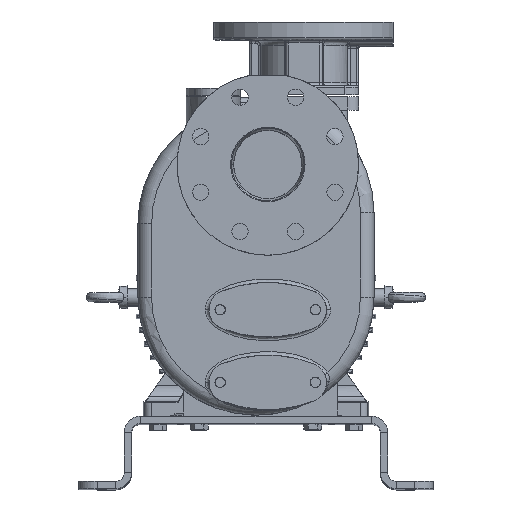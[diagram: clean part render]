
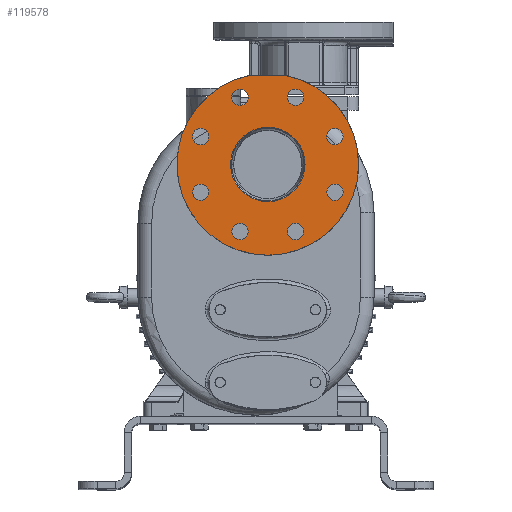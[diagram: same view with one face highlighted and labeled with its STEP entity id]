
A CAD part, top view. The second image highlights one B-rep face of the part: STEP entity #119578.
In plain terms, the highlighted planar face has unit normal (0, 0, 1).
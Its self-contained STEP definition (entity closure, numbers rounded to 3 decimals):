
#43565=DIRECTION('',(1.,0.,0.));
#43566=VECTOR('',#43565,39.799);
#43567=CARTESIAN_POINT('',(-6.9,375.,173.));
#43568=LINE('',#43567,#43566);
#43569=CARTESIAN_POINT('',(13.,277.,173.));
#43570=DIRECTION('',(0.,0.,1.));
#43571=DIRECTION('',(1.,0.,0.));
#43572=AXIS2_PLACEMENT_3D('',#43569,#43570,#43571);
#43574=CARTESIAN_POINT('',(13.,277.,173.));
#43575=DIRECTION('',(0.,0.,1.));
#43576=DIRECTION('',(-1.,0.,0.));
#43577=AXIS2_PLACEMENT_3D('',#43574,#43575,#43576);
#43579=CARTESIAN_POINT('',(86.91,307.615,173.));
#43580=DIRECTION('',(0.,0.,1.));
#43581=DIRECTION('',(1.,0.,0.));
#43582=AXIS2_PLACEMENT_3D('',#43579,#43580,#43581);
#43584=CARTESIAN_POINT('',(86.91,307.615,173.));
#43585=DIRECTION('',(0.,0.,1.));
#43586=DIRECTION('',(-1.,0.,0.));
#43587=AXIS2_PLACEMENT_3D('',#43584,#43585,#43586);
#43589=CARTESIAN_POINT('',(43.615,350.91,173.));
#43590=DIRECTION('',(0.,0.,1.));
#43591=DIRECTION('',(0.707,0.707,0.));
#43592=AXIS2_PLACEMENT_3D('',#43589,#43590,#43591);
#43594=CARTESIAN_POINT('',(43.615,350.91,173.));
#43595=DIRECTION('',(0.,0.,1.));
#43596=DIRECTION('',(-0.707,-0.707,0.));
#43597=AXIS2_PLACEMENT_3D('',#43594,#43595,#43596);
#43599=CARTESIAN_POINT('',(-17.615,350.91,173.));
#43600=DIRECTION('',(0.,0.,1.));
#43601=DIRECTION('',(0.,1.,0.));
#43602=AXIS2_PLACEMENT_3D('',#43599,#43600,#43601);
#43604=CARTESIAN_POINT('',(-17.615,350.91,173.));
#43605=DIRECTION('',(0.,0.,1.));
#43606=DIRECTION('',(0.,-1.,0.));
#43607=AXIS2_PLACEMENT_3D('',#43604,#43605,#43606);
#43609=CARTESIAN_POINT('',(-60.91,307.615,173.));
#43610=DIRECTION('',(0.,0.,1.));
#43611=DIRECTION('',(-0.707,0.707,0.));
#43612=AXIS2_PLACEMENT_3D('',#43609,#43610,#43611);
#43614=CARTESIAN_POINT('',(-60.91,307.615,173.));
#43615=DIRECTION('',(0.,0.,1.));
#43616=DIRECTION('',(0.707,-0.707,0.));
#43617=AXIS2_PLACEMENT_3D('',#43614,#43615,#43616);
#43619=CARTESIAN_POINT('',(-60.91,246.385,173.));
#43620=DIRECTION('',(0.,0.,1.));
#43621=DIRECTION('',(-1.,0.,0.));
#43622=AXIS2_PLACEMENT_3D('',#43619,#43620,#43621);
#43624=CARTESIAN_POINT('',(-60.91,246.385,173.));
#43625=DIRECTION('',(0.,0.,1.));
#43626=DIRECTION('',(1.,0.,0.));
#43627=AXIS2_PLACEMENT_3D('',#43624,#43625,#43626);
#43629=CARTESIAN_POINT('',(-17.615,203.09,173.));
#43630=DIRECTION('',(0.,0.,1.));
#43631=DIRECTION('',(-0.707,-0.707,0.));
#43632=AXIS2_PLACEMENT_3D('',#43629,#43630,#43631);
#43634=CARTESIAN_POINT('',(-17.615,203.09,173.));
#43635=DIRECTION('',(0.,0.,1.));
#43636=DIRECTION('',(0.707,0.707,0.));
#43637=AXIS2_PLACEMENT_3D('',#43634,#43635,#43636);
#43639=CARTESIAN_POINT('',(43.615,203.09,173.));
#43640=DIRECTION('',(0.,0.,1.));
#43641=DIRECTION('',(0.,-1.,0.));
#43642=AXIS2_PLACEMENT_3D('',#43639,#43640,#43641);
#43644=CARTESIAN_POINT('',(43.615,203.09,173.));
#43645=DIRECTION('',(0.,0.,1.));
#43646=DIRECTION('',(0.,1.,0.));
#43647=AXIS2_PLACEMENT_3D('',#43644,#43645,#43646);
#43649=CARTESIAN_POINT('',(86.91,246.385,173.));
#43650=DIRECTION('',(0.,0.,1.));
#43651=DIRECTION('',(0.707,-0.707,0.));
#43652=AXIS2_PLACEMENT_3D('',#43649,#43650,#43651);
#43654=CARTESIAN_POINT('',(86.91,246.385,173.));
#43655=DIRECTION('',(0.,0.,1.));
#43656=DIRECTION('',(-0.707,0.707,0.));
#43657=AXIS2_PLACEMENT_3D('',#43654,#43655,#43656);
#46360=CARTESIAN_POINT('',(13.,277.,173.));
#46361=DIRECTION('',(0.,0.,1.));
#46362=DIRECTION('',(-0.199,0.98,0.));
#46363=AXIS2_PLACEMENT_3D('',#46360,#46361,#46362);
#63852=CARTESIAN_POINT('',(-6.9,375.,173.));
#63853=CARTESIAN_POINT('',(32.9,375.,173.));
#63854=VERTEX_POINT('',#63852);
#63855=VERTEX_POINT('',#63853);
#64183=CARTESIAN_POINT('',(54.,277.,173.));
#64184=CARTESIAN_POINT('',(-28.,277.,173.));
#64185=VERTEX_POINT('',#64183);
#64186=VERTEX_POINT('',#64184);
#64187=CARTESIAN_POINT('',(95.91,307.615,173.));
#64188=CARTESIAN_POINT('',(77.91,307.615,173.));
#64189=VERTEX_POINT('',#64187);
#64190=VERTEX_POINT('',#64188);
#64195=CARTESIAN_POINT('',(49.979,357.274,173.));
#64196=CARTESIAN_POINT('',(37.251,344.546,173.));
#64197=VERTEX_POINT('',#64195);
#64198=VERTEX_POINT('',#64196);
#64203=CARTESIAN_POINT('',(-17.615,359.91,173.));
#64204=CARTESIAN_POINT('',(-17.615,341.91,173.));
#64205=VERTEX_POINT('',#64203);
#64206=VERTEX_POINT('',#64204);
#64211=CARTESIAN_POINT('',(-67.274,313.979,173.));
#64212=CARTESIAN_POINT('',(-54.546,301.251,173.));
#64213=VERTEX_POINT('',#64211);
#64214=VERTEX_POINT('',#64212);
#64219=CARTESIAN_POINT('',(-69.91,246.385,173.));
#64220=CARTESIAN_POINT('',(-51.91,246.385,173.));
#64221=VERTEX_POINT('',#64219);
#64222=VERTEX_POINT('',#64220);
#64227=CARTESIAN_POINT('',(-23.979,196.726,173.));
#64228=CARTESIAN_POINT('',(-11.251,209.454,173.));
#64229=VERTEX_POINT('',#64227);
#64230=VERTEX_POINT('',#64228);
#64235=CARTESIAN_POINT('',(43.615,194.09,173.));
#64236=CARTESIAN_POINT('',(43.615,212.09,173.));
#64237=VERTEX_POINT('',#64235);
#64238=VERTEX_POINT('',#64236);
#64243=CARTESIAN_POINT('',(93.274,240.021,173.));
#64244=CARTESIAN_POINT('',(80.546,252.749,173.));
#64245=VERTEX_POINT('',#64243);
#64246=VERTEX_POINT('',#64244);
#119515=CARTESIAN_POINT('',(13.,277.,173.));
#119516=DIRECTION('',(0.,0.,1.));
#119517=DIRECTION('',(0.,1.,0.));
#119518=AXIS2_PLACEMENT_3D('',#119515,#119516,#119517);
#119519=PLANE('',#119518);
#119521=ORIENTED_EDGE('',*,*,#119520,.T.);
#119523=ORIENTED_EDGE('',*,*,#119522,.F.);
#119524=EDGE_LOOP('',(#119521,#119523));
#119525=FACE_OUTER_BOUND('',#119524,.F.);
#119526=ORIENTED_EDGE('',*,*,#119469,.T.);
#119527=ORIENTED_EDGE('',*,*,#119484,.T.);
#119528=EDGE_LOOP('',(#119526,#119527));
#119529=FACE_BOUND('',#119528,.F.);
#119531=ORIENTED_EDGE('',*,*,#119530,.T.);
#119533=ORIENTED_EDGE('',*,*,#119532,.T.);
#119534=EDGE_LOOP('',(#119531,#119533));
#119535=FACE_BOUND('',#119534,.F.);
#119537=ORIENTED_EDGE('',*,*,#119536,.T.);
#119539=ORIENTED_EDGE('',*,*,#119538,.T.);
#119540=EDGE_LOOP('',(#119537,#119539));
#119541=FACE_BOUND('',#119540,.F.);
#119543=ORIENTED_EDGE('',*,*,#119542,.T.);
#119545=ORIENTED_EDGE('',*,*,#119544,.T.);
#119546=EDGE_LOOP('',(#119543,#119545));
#119547=FACE_BOUND('',#119546,.F.);
#119549=ORIENTED_EDGE('',*,*,#119548,.T.);
#119551=ORIENTED_EDGE('',*,*,#119550,.T.);
#119552=EDGE_LOOP('',(#119549,#119551));
#119553=FACE_BOUND('',#119552,.F.);
#119555=ORIENTED_EDGE('',*,*,#119554,.T.);
#119557=ORIENTED_EDGE('',*,*,#119556,.T.);
#119558=EDGE_LOOP('',(#119555,#119557));
#119559=FACE_BOUND('',#119558,.F.);
#119561=ORIENTED_EDGE('',*,*,#119560,.T.);
#119563=ORIENTED_EDGE('',*,*,#119562,.T.);
#119564=EDGE_LOOP('',(#119561,#119563));
#119565=FACE_BOUND('',#119564,.F.);
#119567=ORIENTED_EDGE('',*,*,#119566,.T.);
#119569=ORIENTED_EDGE('',*,*,#119568,.T.);
#119570=EDGE_LOOP('',(#119567,#119569));
#119571=FACE_BOUND('',#119570,.F.);
#119573=ORIENTED_EDGE('',*,*,#119572,.T.);
#119575=ORIENTED_EDGE('',*,*,#119574,.T.);
#119576=EDGE_LOOP('',(#119573,#119575));
#119577=FACE_BOUND('',#119576,.F.);
#119578=ADVANCED_FACE('',(#119525,#119529,#119535,#119541,#119547,#119553,
#119559,#119565,#119571,#119577),#119519,.T.);
#43573=CIRCLE('',#43572,41.);
#43578=CIRCLE('',#43577,41.);
#43583=CIRCLE('',#43582,9.);
#43588=CIRCLE('',#43587,9.);
#43593=CIRCLE('',#43592,9.);
#43598=CIRCLE('',#43597,9.);
#43603=CIRCLE('',#43602,9.);
#43608=CIRCLE('',#43607,9.);
#43613=CIRCLE('',#43612,9.);
#43618=CIRCLE('',#43617,9.);
#43623=CIRCLE('',#43622,9.);
#43628=CIRCLE('',#43627,9.);
#43633=CIRCLE('',#43632,9.);
#43638=CIRCLE('',#43637,9.);
#43643=CIRCLE('',#43642,9.);
#43648=CIRCLE('',#43647,9.);
#43653=CIRCLE('',#43652,9.);
#43658=CIRCLE('',#43657,9.);
#46364=CIRCLE('',#46363,100.);
#119469=EDGE_CURVE('',#64185,#64186,#43573,.T.);
#119484=EDGE_CURVE('',#64186,#64185,#43578,.T.);
#119520=EDGE_CURVE('',#63854,#63855,#43568,.T.);
#119522=EDGE_CURVE('',#63854,#63855,#46364,.T.);
#119530=EDGE_CURVE('',#64189,#64190,#43583,.T.);
#119532=EDGE_CURVE('',#64190,#64189,#43588,.T.);
#119536=EDGE_CURVE('',#64197,#64198,#43593,.T.);
#119538=EDGE_CURVE('',#64198,#64197,#43598,.T.);
#119542=EDGE_CURVE('',#64205,#64206,#43603,.T.);
#119544=EDGE_CURVE('',#64206,#64205,#43608,.T.);
#119548=EDGE_CURVE('',#64213,#64214,#43613,.T.);
#119550=EDGE_CURVE('',#64214,#64213,#43618,.T.);
#119554=EDGE_CURVE('',#64221,#64222,#43623,.T.);
#119556=EDGE_CURVE('',#64222,#64221,#43628,.T.);
#119560=EDGE_CURVE('',#64229,#64230,#43633,.T.);
#119562=EDGE_CURVE('',#64230,#64229,#43638,.T.);
#119566=EDGE_CURVE('',#64237,#64238,#43643,.T.);
#119568=EDGE_CURVE('',#64238,#64237,#43648,.T.);
#119572=EDGE_CURVE('',#64245,#64246,#43653,.T.);
#119574=EDGE_CURVE('',#64246,#64245,#43658,.T.);
